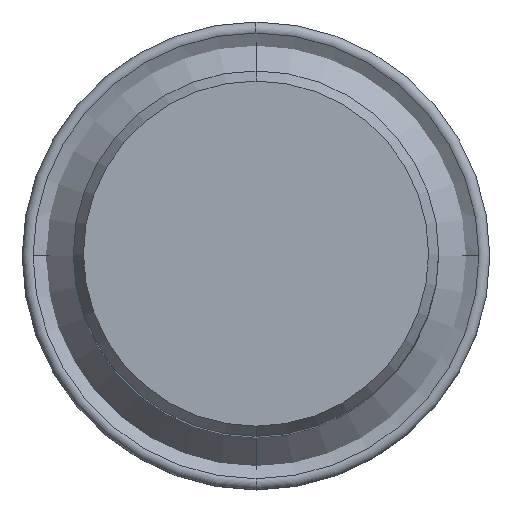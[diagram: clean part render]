
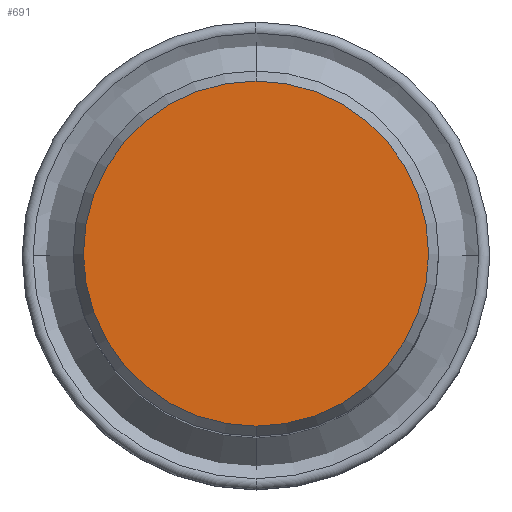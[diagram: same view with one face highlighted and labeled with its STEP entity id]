
A CAD part, top view. The second image highlights one B-rep face of the part: STEP entity #691.
In plain terms, the highlighted planar face has unit normal (0, 0, 1).
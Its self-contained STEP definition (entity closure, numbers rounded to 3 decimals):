
#295=VERTEX_POINT('',#764);
#369=VERTEX_POINT('',#840);
#449=EDGE_CURVE('',#295,#369,#927,.T.);
#523=EDGE_CURVE('',#369,#295,#1007,.T.);
#691=ADVANCED_FACE('',(#1196),#1197,.T.);
#764=CARTESIAN_POINT('',(0.0,11.807,0.0));
#840=CARTESIAN_POINT('',(0.,-11.807,0.0));
#927=CIRCLE('',#1605,11.807);
#1007=CIRCLE('',#1761,11.807);
#1196=FACE_OUTER_BOUND('',#2085,.T.);
#1197=PLANE('',#2086);
#1605=AXIS2_PLACEMENT_3D('',#2330,#2331,#2332);
#1761=AXIS2_PLACEMENT_3D('',#2410,#2411,#2412);
#2085=EDGE_LOOP('',(#2688,#2689));
#2086=AXIS2_PLACEMENT_3D('',#2690,#2691,#2692);
#2330=CARTESIAN_POINT('',(0.0,0.0,0.0));
#2331=DIRECTION('',(0.0,0.0,-1.0));
#2332=DIRECTION('',(0.0,1.0,0.0));
#2410=CARTESIAN_POINT('',(0.0,0.0,0.0));
#2411=DIRECTION('',(0.0,0.0,-1.0));
#2412=DIRECTION('',(0.0,1.0,0.0));
#2688=ORIENTED_EDGE('',*,*,#449,.F.);
#2689=ORIENTED_EDGE('',*,*,#523,.F.);
#2690=CARTESIAN_POINT('',(0.0,5.904,0.0));
#2691=DIRECTION('',(-0.0,0.0,1.0));
#2692=DIRECTION('',(0.0,-1.0,0.0));
